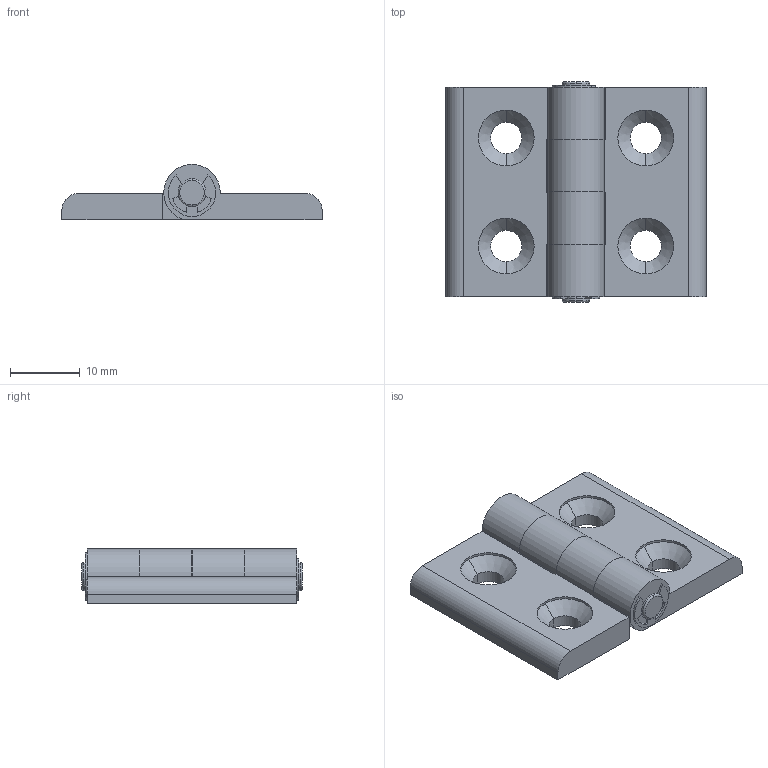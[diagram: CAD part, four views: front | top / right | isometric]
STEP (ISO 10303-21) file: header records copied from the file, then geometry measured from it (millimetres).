
FILE_DESCRIPTION (( 'STEP AP214' ), '1' );
FILE_NAME ('SNSD.30.52.35. Ïåòëÿ àëþìèíèåâàÿ 20õ20(H42).STEP', '2014-12-30T12:13:59', ( 'XTreme.ws' ), ( 'XTreme.ws' ), 'SwSTEP 2.0', 'SolidWorks 2014', '' );
FILE_SCHEMA (( 'AUTOMOTIVE_DESIGN' ));
Length unit declared in the file: millimetre
Products named in the file (10): SNSD.30.51.00. 扻錪犩 (B18)B19H42; SNSD.30.51.00. Ïåòëÿ ïëàñòèêîâàÿ ìàëàÿ ÷àñòü(B18)B19H42_00; SNSD.30.51.00. Ïåòëÿ ïëàñòèêîâàÿ (B18)B19H42; SNSD.30.51.00. Ïåòëÿ ïëàñòèêîâàÿ ìàëàÿ ÷àñòü(B18)B19H42; SNSD.30.51.00. Ïåòëÿ ïëàñòèêîâàÿ (B18)B19H42_00; SNSD.30.52.35. Ïåòëÿ àëþìèíèåâàÿ 20õ20(H42); SNSD.30.51.00. ﾏ琿褻 (B18)B19H42_00; SNSD.30.51.00. ﾏ琿褻 (B18)B19H42; SNSD.30.51.00. 扻錪犩 (B18)B19H42_00
Assembly tree (5 placements, depth 2):
  SNSD.30.51.00. 扻錪犩 (B18)B19H42
  SNSD.30.51.00. Ïåòëÿ ïëàñòèêîâàÿ (B18)B19H42
  SNSD.30.51.00. Ïåòëÿ ïëàñòèêîâàÿ ìàëàÿ ÷àñòü(B18)B19H42
  SNSD.30.51.00. 扻錪犩 (B18)B19H42
  SNSD.30.52.35. Ïåòëÿ àëþìèíèåâàÿ 20õ20(H42)
    SNSD.30.51.00. Ïåòëÿ ïëàñòèêîâàÿ (B18)B19H42_00
    SNSD.30.51.00. Ïåòëÿ ïëàñòèêîâàÿ ìàëàÿ ÷àñòü(B18)B19H42_00
    SNSD.30.51.00. ﾏ琿褻 (B18)B19H42_00
    SNSD.30.51.00. 扻錪犩 (B18)B19H42_00  x2
Bounding box: 37.3 x 31.6 x 7.9 mm (x, y, z)
Volume: 4474.8 mm3; surface area: 4071 mm2
Topology: 5 solids, 5 shells, 110 faces, 274 edges, 176 vertices
Faces by surface type: cylinder 58, plane 40, cone 8, torus 4
Entity records: 3136 total; most frequent: DIRECTION 553, CARTESIAN_POINT 489, ORIENTED_EDGE 470, EDGE_CURVE 235, AXIS2_PLACEMENT_3D 214, VERTEX_POINT 150, VECTOR 125, LINE 125
